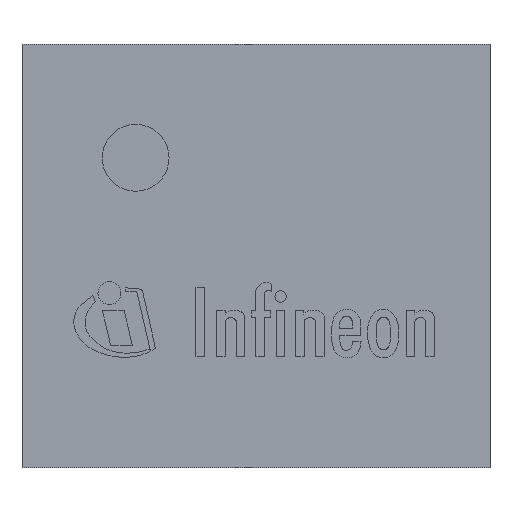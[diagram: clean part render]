
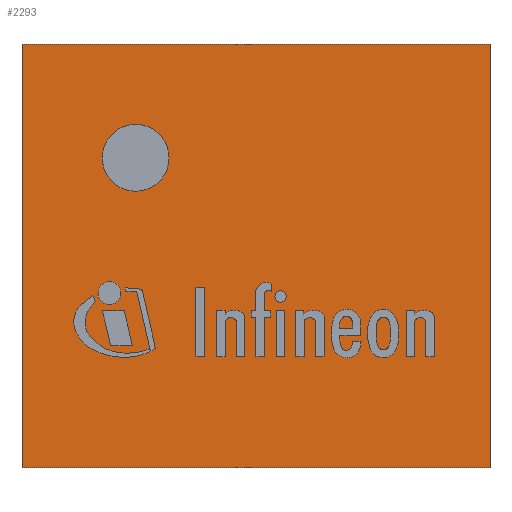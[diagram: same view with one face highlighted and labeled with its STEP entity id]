
A CAD part, top view. The second image highlights one B-rep face of the part: STEP entity #2293.
In plain terms, the highlighted planar face has unit normal (0, 0, 1).
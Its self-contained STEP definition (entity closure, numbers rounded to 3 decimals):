
#29=FACE_BOUND('',#539,.T.);
#35=CIRCLE('',#2442,0.075);
#387=FACE_OUTER_BOUND('',#538,.T.);
#538=EDGE_LOOP('',(#2010,#2011,#2012,#2013));
#539=EDGE_LOOP('',(#2014));
#704=LINE('',#4280,#864);
#707=LINE('',#4286,#867);
#710=LINE('',#4292,#870);
#713=LINE('',#4296,#873);
#864=VECTOR('',#2856,1.);
#867=VECTOR('',#2861,1.);
#870=VECTOR('',#2866,1.);
#873=VECTOR('',#2871,1.);
#1068=VERTEX_POINT('',#4269);
#1071=VERTEX_POINT('',#4277);
#1072=VERTEX_POINT('',#4279);
#1074=VERTEX_POINT('',#4285);
#1076=VERTEX_POINT('',#4291);
#1381=EDGE_CURVE('',#1068,#1068,#35,.T.);
#1384=EDGE_CURVE('',#1072,#1071,#704,.T.);
#1387=EDGE_CURVE('',#1074,#1072,#707,.T.);
#1390=EDGE_CURVE('',#1076,#1074,#710,.T.);
#1393=EDGE_CURVE('',#1071,#1076,#713,.T.);
#2010=ORIENTED_EDGE('',*,*,#1393,.T.);
#2011=ORIENTED_EDGE('',*,*,#1390,.T.);
#2012=ORIENTED_EDGE('',*,*,#1387,.T.);
#2013=ORIENTED_EDGE('',*,*,#1384,.T.);
#2014=ORIENTED_EDGE('',*,*,#1381,.T.);
#2153=PLANE('',#2449);
#2293=ADVANCED_FACE('',(#387,#29),#2153,.T.);
#2442=AXIS2_PLACEMENT_3D('',#4271,#2848,#2849);
#2449=AXIS2_PLACEMENT_3D('',#4298,#2874,#2875);
#2848=DIRECTION('center_axis',(0.,0.,-1.));
#2849=DIRECTION('ref_axis',(0.,1.,0.));
#2856=DIRECTION('',(1.,0.,0.));
#2861=DIRECTION('',(0.,-1.,0.));
#2866=DIRECTION('',(-1.,0.,0.));
#2871=DIRECTION('',(0.,1.,0.));
#2874=DIRECTION('center_axis',(0.,0.,1.));
#2875=DIRECTION('ref_axis',(0.,-1.,0.));
#4269=CARTESIAN_POINT('',(-0.27,0.145,0.415));
#4271=CARTESIAN_POINT('Origin',(-0.27,0.22,0.415));
#4277=CARTESIAN_POINT('',(0.525,-0.475,0.415));
#4279=CARTESIAN_POINT('',(-0.525,-0.475,0.415));
#4280=CARTESIAN_POINT('',(0.525,-0.475,0.415));
#4285=CARTESIAN_POINT('',(-0.525,0.475,0.415));
#4286=CARTESIAN_POINT('',(-0.525,-0.475,0.415));
#4291=CARTESIAN_POINT('',(0.525,0.475,0.415));
#4292=CARTESIAN_POINT('',(-0.525,0.475,0.415));
#4296=CARTESIAN_POINT('',(0.525,0.475,0.415));
#4298=CARTESIAN_POINT('Origin',(0.,0.,
0.415));
